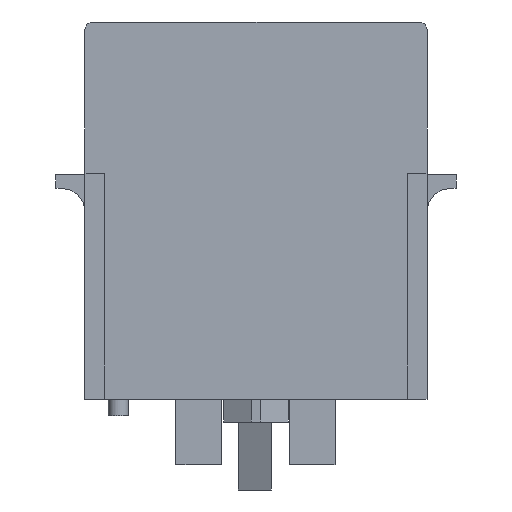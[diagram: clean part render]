
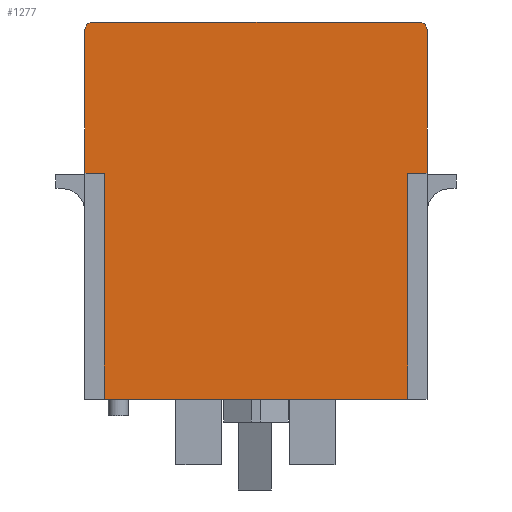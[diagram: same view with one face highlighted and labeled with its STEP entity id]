
A CAD part, left-side view. The second image highlights one B-rep face of the part: STEP entity #1277.
In plain terms, the highlighted planar face has unit normal (-1, 0, 0).
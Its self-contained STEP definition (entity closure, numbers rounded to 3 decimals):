
#1058=CIRCLE('',#5288,1.);
#1059=CIRCLE('',#5289,1.);
#1066=FACE_OUTER_BOUND('',#2371,.T.);
#1277=ADVANCED_FACE('',(#1066),#1497,.F.);
#1497=PLANE('',#5290);
#1680=LINE('',#6979,#1980);
#1699=LINE('',#7647,#1999);
#1700=LINE('',#7653,#2000);
#1701=LINE('',#7655,#2001);
#1702=LINE('',#7657,#2002);
#1703=LINE('',#7659,#2003);
#1704=LINE('',#7661,#2004);
#1705=LINE('',#7663,#2005);
#1980=VECTOR('',#5490,1.);
#1999=VECTOR('',#5523,1.);
#2000=VECTOR('',#5528,1.);
#2001=VECTOR('',#5529,1.);
#2002=VECTOR('',#5530,1.);
#2003=VECTOR('',#5531,1.);
#2004=VECTOR('',#5532,1.);
#2005=VECTOR('',#5533,1.);
#2371=EDGE_LOOP('',(#2746,#2747,#2748,#2749,#2750,#2751,#2752,#2753,#2754,
#2755));
#2746=ORIENTED_EDGE('',*,*,#4250,.F.);
#2747=ORIENTED_EDGE('',*,*,#4251,.T.);
#2748=ORIENTED_EDGE('',*,*,#4133,.T.);
#2749=ORIENTED_EDGE('',*,*,#4252,.T.);
#2750=ORIENTED_EDGE('',*,*,#4253,.F.);
#2751=ORIENTED_EDGE('',*,*,#4254,.F.);
#2752=ORIENTED_EDGE('',*,*,#4255,.T.);
#2753=ORIENTED_EDGE('',*,*,#4256,.F.);
#2754=ORIENTED_EDGE('',*,*,#4257,.F.);
#2755=ORIENTED_EDGE('',*,*,#4258,.F.);
#3752=VERTEX_POINT('',#6973);
#3755=VERTEX_POINT('',#6978);
#3868=VERTEX_POINT('',#7648);
#3869=VERTEX_POINT('',#7649);
#3870=VERTEX_POINT('',#7652);
#3871=VERTEX_POINT('',#7654);
#3872=VERTEX_POINT('',#7656);
#3873=VERTEX_POINT('',#7658);
#3874=VERTEX_POINT('',#7660);
#3875=VERTEX_POINT('',#7662);
#4133=EDGE_CURVE('',#3752,#3755,#1680,.T.);
#4250=EDGE_CURVE('',#3868,#3869,#1699,.T.);
#4251=EDGE_CURVE('',#3868,#3752,#1058,.T.);
#4252=EDGE_CURVE('',#3755,#3870,#1059,.T.);
#4253=EDGE_CURVE('',#3871,#3870,#1700,.T.);
#4254=EDGE_CURVE('',#3872,#3871,#1701,.T.);
#4255=EDGE_CURVE('',#3872,#3873,#1702,.T.);
#4256=EDGE_CURVE('',#3874,#3873,#1703,.T.);
#4257=EDGE_CURVE('',#3875,#3874,#1704,.T.);
#4258=EDGE_CURVE('',#3869,#3875,#1705,.T.);
#5288=AXIS2_PLACEMENT_3D('',#7650,#5524,#5525);
#5289=AXIS2_PLACEMENT_3D('',#7651,#5526,#5527);
#5290=AXIS2_PLACEMENT_3D('',#7664,#5534,#5535);
#5490=DIRECTION('',(0.,1.,0.));
#5523=DIRECTION('',(0.,0.,-1.));
#5524=DIRECTION('',(-1.,0.,0.));
#5525=DIRECTION('',(0.,-1.,0.));
#5526=DIRECTION('',(-1.,0.,0.));
#5527=DIRECTION('',(0.,-1.,0.));
#5528=DIRECTION('',(0.,0.,1.));
#5529=DIRECTION('',(0.,1.,0.));
#5530=DIRECTION('',(0.,0.,-1.));
#5531=DIRECTION('',(0.,1.,0.));
#5532=DIRECTION('',(0.,0.,-1.));
#5533=DIRECTION('',(0.,1.,0.));
#5534=DIRECTION('',(1.,0.,0.));
#5535=DIRECTION('',(0.,1.,0.));
#6973=CARTESIAN_POINT('',(0.,4.8,61.3));
#6978=CARTESIAN_POINT('',(0.,47.6,61.3));
#6979=CARTESIAN_POINT('',(0.,13.699,61.3));
#7647=CARTESIAN_POINT('',(0.,3.8,16.158));
#7648=CARTESIAN_POINT('',(0.,3.8,60.3));
#7649=CARTESIAN_POINT('',(0.,3.8,41.5));
#7650=CARTESIAN_POINT('',(0.,4.8,60.3));
#7651=CARTESIAN_POINT('',(0.,47.6,60.3));
#7652=CARTESIAN_POINT('',(0.,48.6,60.3));
#7653=CARTESIAN_POINT('',(0.,48.6,36.1));
#7654=CARTESIAN_POINT('',(0.,48.6,41.5));
#7655=CARTESIAN_POINT('',(0.,45.85,41.5));
#7656=CARTESIAN_POINT('',(0.,46.05,41.5));
#7657=CARTESIAN_POINT('',(0.,46.05,29.048));
#7658=CARTESIAN_POINT('',(0.,46.05,11.9));
#7659=CARTESIAN_POINT('',(0.,39.485,11.9));
#7660=CARTESIAN_POINT('',(0.,6.35,11.9));
#7661=CARTESIAN_POINT('',(0.,6.35,16.158));
#7662=CARTESIAN_POINT('',(0.,6.35,41.5));
#7663=CARTESIAN_POINT('',(0.,45.85,41.5));
#7664=CARTESIAN_POINT('',(0.,13.699,29.048));
